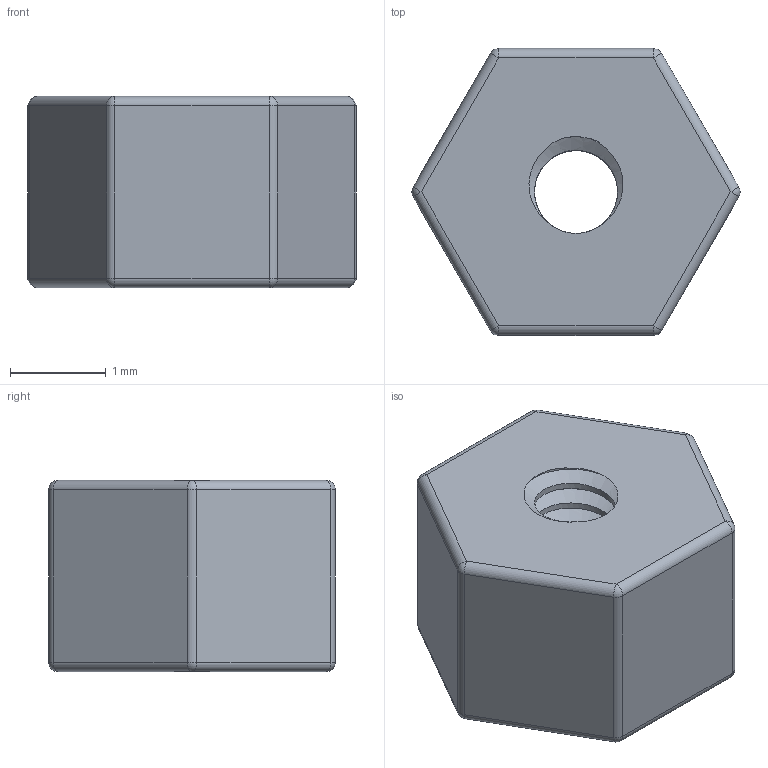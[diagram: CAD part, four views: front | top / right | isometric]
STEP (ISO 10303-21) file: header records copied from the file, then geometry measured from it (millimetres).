
FILE_DESCRIPTION(/* description */ (''),/* implementation_level */ '2;1');
FILE_NAME(/* name */ 'Nut M1.2.step',/* time_stamp */ '2024-09-20T11:27:38+02:00',/* author */ (''),/* organization */ (''),/* preprocessor_version */ 'ST-DEVELOPER v20',/* originating_system */ 'Autodesk Translation Framework v13.14.0.145',/* authorisation */ '');
FILE_SCHEMA (('AUTOMOTIVE_DESIGN { 1 0 10303 214 3 1 1 }'));
Length unit declared in the file: millimetre
Products named in the file (1): Nut M1.2
Bounding box: 3.43 x 3 x 2 mm (x, y, z)
Volume: 14 mm3; surface area: 44.2 mm2
Topology: 1 solids, 1 shells, 58 faces, 132 edges, 76 vertices
Faces by surface type: cylinder 36, sphere 12, plane 8, bspline 2
Full cylindrical faces by diameter (mm): 0.869 x4, 1.153 x2
Entity records: 2758 total; most frequent: CARTESIAN_POINT 1479, ORIENTED_EDGE 264, DIRECTION 246, EDGE_CURVE 132, AXIS2_PLACEMENT_3D 97, VERTEX_POINT 76, EDGE_LOOP 60, FACE_OUTER_BOUND 58
